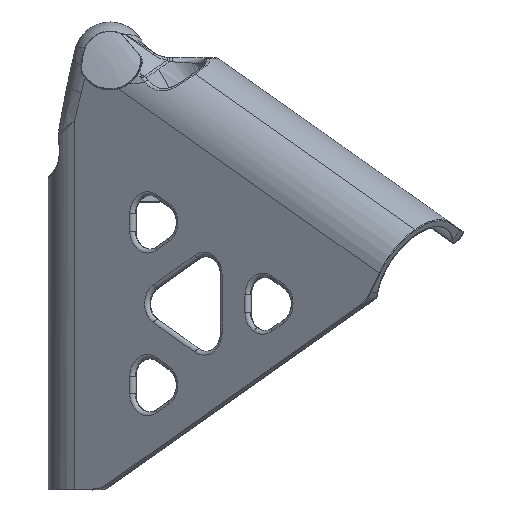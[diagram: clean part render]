
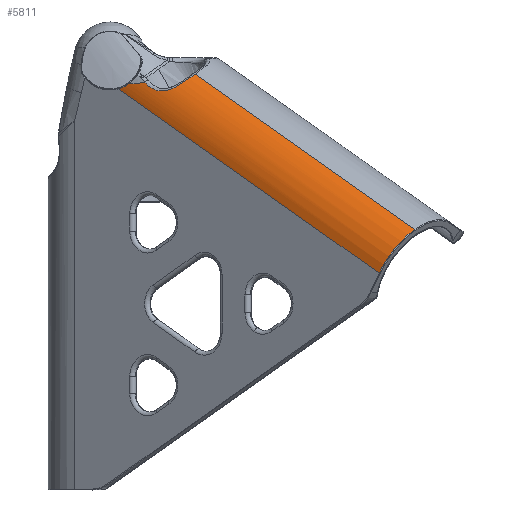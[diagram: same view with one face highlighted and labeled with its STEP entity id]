
A CAD part, top view. The second image highlights one B-rep face of the part: STEP entity #5811.
In plain terms, the highlighted cylindrical face has radius 21.844 mm (diameter 43.688 mm), a partial arc.
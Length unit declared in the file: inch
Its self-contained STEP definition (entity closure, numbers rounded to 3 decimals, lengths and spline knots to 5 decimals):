
#211 = B_SPLINE_CURVE_WITH_KNOTS ( 'NONE', 3,
 ( #11370, #16101, #3277, #12894, #8029, #14731 ),
 .UNSPECIFIED., .F., .F.,
 ( 4, 2, 4 ),
 ( 0., 0.00233, 0.00465 ),
 .UNSPECIFIED. ) ;
#553 = ORIENTED_EDGE ( 'NONE', *, *, #7554, .T. ) ;
#714 = AXIS2_PLACEMENT_3D ( 'NONE', #10319, #16691, #8537 ) ;
#875 = CARTESIAN_POINT ( 'NONE',  ( 0.27721, -0.19602, 0.19602 ) ) ;
#999 = CARTESIAN_POINT ( 'NONE',  ( 0.47974, -0.3387, 1.33209 ) ) ;
#1025 = CYLINDRICAL_SURFACE ( 'NONE', #8272, 0.86 ) ;
#1183 = VECTOR ( 'NONE', #8715, 39.37008 ) ;
#1201 = CARTESIAN_POINT ( 'NONE',  ( 0.68659, -0.45749, 1.46886 ) ) ;
#1264 = CARTESIAN_POINT ( 'NONE',  ( 0.56279, -0.40901, 1.39463 ) ) ;
#1906 = LINE ( 'NONE', #8793, #1183 ) ;
#2566 = DIRECTION ( 'NONE',  ( -0.707, 0.5, -0.5 ) ) ;
#2579 = ORIENTED_EDGE ( 'NONE', *, *, #20674, .F. ) ;
#3277 = CARTESIAN_POINT ( 'NONE',  ( 0.21074, -0.39187, 1.19666 ) ) ;
#3668 = CARTESIAN_POINT ( 'NONE',  ( 0.40486, -0.35343, 1.30009 ) ) ;
#4108 = CARTESIAN_POINT ( 'NONE',  ( 1.15692, -0.246, 1.46223 ) ) ;
#4257 = CARTESIAN_POINT ( 'NONE',  ( 0.66277, -0.45344, 1.45655 ) ) ;
#4317 = CARTESIAN_POINT ( 'NONE',  ( 0.76046, -0.45765, 1.50131 ) ) ;
#4532 = CARTESIAN_POINT ( 'NONE',  ( 0.98754, -0.36061, 1.52723 ) ) ;
#4785 = VERTEX_POINT ( 'NONE', #20583 ) ;
#4924 = CARTESIAN_POINT ( 'NONE',  ( 3.73905, -2.995, 3.69719 ) ) ;
#5030 = EDGE_CURVE ( 'NONE', #18306, #10080, #211, .T. ) ;
#5093 = CARTESIAN_POINT ( 'NONE',  ( 0.47974, -0.3387, 1.33209 ) ) ;
#5811 = ADVANCED_FACE ( 'NONE', ( #11274 ), #1025, .T. ) ;
#5888 = CARTESIAN_POINT ( 'NONE',  ( 0.79407, -0.45122, 1.51242 ) ) ;
#5970 = CARTESIAN_POINT ( 'NONE',  ( 0.74387, -0.45946, 1.49494 ) ) ;
#6378 = VERTEX_POINT ( 'NONE', #4924 ) ;
#7168 = CARTESIAN_POINT ( 'NONE',  ( 1.18241, -0.22798, 1.4442 ) ) ;
#7385 = CARTESIAN_POINT ( 'NONE',  ( 1.13049, -0.26457, 1.4776 ) ) ;
#7535 = B_SPLINE_CURVE_WITH_KNOTS ( 'NONE', 3,
 ( #5093, #13185, #3668, #11725, #15028, #16773 ),
 .UNSPECIFIED., .F., .F.,
 ( 4, 2, 4 ),
 ( 0.0086, 0.01176, 0.01493 ),
 .UNSPECIFIED. ) ;
#7538 = CARTESIAN_POINT ( 'NONE',  ( 0.95724, -0.37935, 1.53108 ) ) ;
#7554 = EDGE_CURVE ( 'NONE', #4785, #20236, #11839, .T. ) ;
#7817 = CARTESIAN_POINT ( 'NONE',  ( 0.50157, -0.36132, 1.34993 ) ) ;
#8029 = CARTESIAN_POINT ( 'NONE',  ( 0.13816, -0.42431, 1.15098 ) ) ;
#8086 = ORIENTED_EDGE ( 'NONE', *, *, #5030, .T. ) ;
#8272 = AXIS2_PLACEMENT_3D ( 'NONE', #875, #17229, #13840 ) ;
#8537 = DIRECTION ( 'NONE',  ( 0.577, 0.816, 0. ) ) ;
#8715 = DIRECTION ( 'NONE',  ( -0.707, 0.5, -0.5 ) ) ;
#8793 = CARTESIAN_POINT ( 'NONE',  ( 0.27721, 0.4121, 0.80413 ) ) ;
#8829 = LINE ( 'NONE', #15542, #9079 ) ;
#8911 = CARTESIAN_POINT ( 'NONE',  ( 1.07532, -0.30264, 1.5024 ) ) ;
#9061 = CARTESIAN_POINT ( 'NONE',  ( 1.08931, -0.29305, 1.4967 ) ) ;
#9079 = VECTOR ( 'NONE', #2566, 39.37008 ) ;
#9336 = CARTESIAN_POINT ( 'NONE',  ( 0.89371, -0.41346, 1.53074 ) ) ;
#9405 = CARTESIAN_POINT ( 'NONE',  ( 0.71921, -0.45991, 1.48434 ) ) ;
#9545 = CARTESIAN_POINT ( 'NONE',  ( 0.25821, -0.36044, 1.22065 ) ) ;
#10080 = VERTEX_POINT ( 'NONE', #21233 ) ;
#10319 = CARTESIAN_POINT ( 'NONE',  ( 4.23557, -2.995, 2.995 ) ) ;
#10846 = EDGE_CURVE ( 'NONE', #20236, #18306, #7535, .T. ) ;
#10892 = CARTESIAN_POINT ( 'NONE',  ( 1.03207, -0.33171, 1.51671 ) ) ;
#11274 = FACE_OUTER_BOUND ( 'NONE', #17381, .T. ) ;
#11370 = CARTESIAN_POINT ( 'NONE',  ( 0.25821, -0.36044, 1.22065 ) ) ;
#11687 = CARTESIAN_POINT ( 'NONE',  ( 4.23557, -2.38689, 3.60311 ) ) ;
#11725 = CARTESIAN_POINT ( 'NONE',  ( 0.33075, -0.36114, 1.26247 ) ) ;
#11839 = B_SPLINE_CURVE_WITH_KNOTS ( 'NONE', 3,
 ( #7168, #4108, #7385, #9061, #8911, #20482, #10892, #4532, #7538, #14167, #9336, #19281, #15689, #12614, #5888, #4317, #5970, #9405, #19001, #14028, #1201, #4257, #20627, #12688, #20898, #17415, #1264, #14301, #7817, #999 ),
 .UNSPECIFIED., .F., .F.,
 ( 4, 2, 2, 2, 2, 2, 2, 2, 2, 2, 2, 2, 2, 2, 4 ),
 ( 0.01346, 0.01623, 0.01761, 0.019, 0.02177, 0.02315, 0.02454, 0.02592, 0.02731, 0.028, 0.02869, 0.03008, 0.03146, 0.03285, 0.03562 ),
 .UNSPECIFIED. ) ;
#12614 = CARTESIAN_POINT ( 'NONE',  ( 0.81115, -0.44655, 1.51716 ) ) ;
#12688 = CARTESIAN_POINT ( 'NONE',  ( 0.61792, -0.43875, 1.43059 ) ) ;
#12894 = CARTESIAN_POINT ( 'NONE',  ( 0.16253, -0.41514, 1.16726 ) ) ;
#13185 = CARTESIAN_POINT ( 'NONE',  ( 0.44209, -0.34705, 1.31714 ) ) ;
#13569 = ORIENTED_EDGE ( 'NONE', *, *, #14016, .T. ) ;
#13840 = DIRECTION ( 'NONE',  ( 0., 0.707, 0.707 ) ) ;
#14016 = EDGE_CURVE ( 'NONE', #6378, #19797, #19168, .T. ) ;
#14028 = CARTESIAN_POINT ( 'NONE',  ( 0.69473, -0.45848, 1.4729 ) ) ;
#14167 = CARTESIAN_POINT ( 'NONE',  ( 0.90992, -0.4052, 1.53151 ) ) ;
#14301 = CARTESIAN_POINT ( 'NONE',  ( 0.52486, -0.38202, 1.36775 ) ) ;
#14731 = CARTESIAN_POINT ( 'NONE',  ( 0.11346, -0.43132, 1.13351 ) ) ;
#15028 = CARTESIAN_POINT ( 'NONE',  ( 0.29405, -0.36241, 1.24198 ) ) ;
#15542 = CARTESIAN_POINT ( 'NONE',  ( 3.74612, -3., 3.70219 ) ) ;
#15689 = CARTESIAN_POINT ( 'NONE',  ( 0.84453, -0.43517, 1.52454 ) ) ;
#15717 = ORIENTED_EDGE ( 'NONE', *, *, #15923, .T. ) ;
#15923 = EDGE_CURVE ( 'NONE', #19797, #4785, #1906, .T. ) ;
#16101 = CARTESIAN_POINT ( 'NONE',  ( 0.23458, -0.37778, 1.20979 ) ) ;
#16691 = DIRECTION ( 'NONE',  ( -0.707, 0.5, -0.5 ) ) ;
#16773 = CARTESIAN_POINT ( 'NONE',  ( 0.25821, -0.36044, 1.22065 ) ) ;
#17229 = DIRECTION ( 'NONE',  ( -0.707, 0.5, -0.5 ) ) ;
#17381 = EDGE_LOOP ( 'NONE', ( #13569, #15717, #553, #19944, #8086, #2579 ) ) ;
#17415 = CARTESIAN_POINT ( 'NONE',  ( 0.57595, -0.41732, 1.40361 ) ) ;
#18140 = CARTESIAN_POINT ( 'NONE',  ( 0.47974, -0.3387, 1.33209 ) ) ;
#18306 = VERTEX_POINT ( 'NONE', #9545 ) ;
#19001 = CARTESIAN_POINT ( 'NONE',  ( 0.71102, -0.45969, 1.48063 ) ) ;
#19168 = CIRCLE ( 'NONE', #714, 0.86 ) ;
#19281 = CARTESIAN_POINT ( 'NONE',  ( 0.86101, -0.42845, 1.52724 ) ) ;
#19797 = VERTEX_POINT ( 'NONE', #11687 ) ;
#19944 = ORIENTED_EDGE ( 'NONE', *, *, #10846, .T. ) ;
#20236 = VERTEX_POINT ( 'NONE', #18140 ) ;
#20482 = CARTESIAN_POINT ( 'NONE',  ( 1.04674, -0.32195, 1.51239 ) ) ;
#20583 = CARTESIAN_POINT ( 'NONE',  ( 1.18241, -0.22798, 1.4442 ) ) ;
#20627 = CARTESIAN_POINT ( 'NONE',  ( 0.6475, -0.44934, 1.44804 ) ) ;
#20674 = EDGE_CURVE ( 'NONE', #6378, #10080, #8829, .T. ) ;
#20898 = CARTESIAN_POINT ( 'NONE',  ( 0.60354, -0.43222, 1.42161 ) ) ;
#21233 = CARTESIAN_POINT ( 'NONE',  ( 0.11346, -0.43132, 1.13351 ) ) ;
